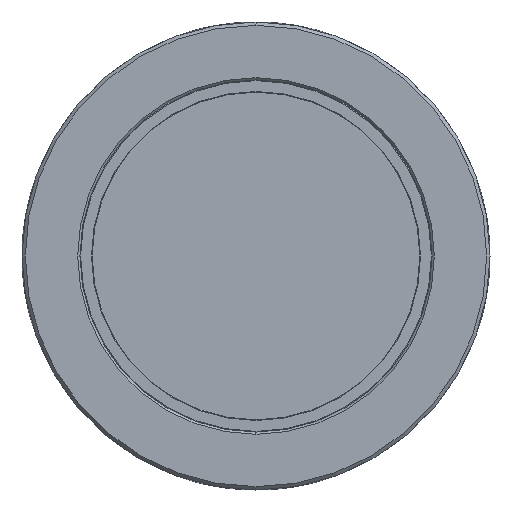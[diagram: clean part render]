
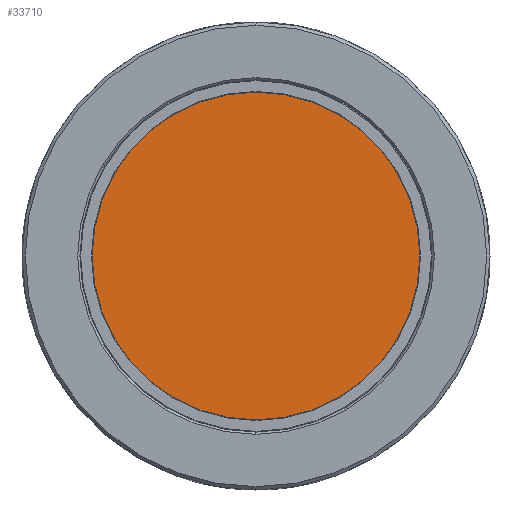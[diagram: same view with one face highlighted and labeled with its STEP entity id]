
A CAD part, left-side view. The second image highlights one B-rep face of the part: STEP entity #33710.
In plain terms, the highlighted planar face has unit normal (-1, 0, 0).
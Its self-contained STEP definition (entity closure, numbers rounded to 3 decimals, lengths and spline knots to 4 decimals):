
#1853 = AXIS2_PLACEMENT_3D ( 'NONE', #1947, #1874, #1873 ) ;
#1854 = FACE_OUTER_BOUND ( 'NONE', #33986, .T. ) ;
#1873 = DIRECTION ( 'NONE',  ( 0., 0., 1. ) ) ;
#1874 = DIRECTION ( 'NONE',  ( -1., 0., 0. ) ) ;
#1944 = PLANE ( 'NONE',  #1853 ) ;
#1947 = CARTESIAN_POINT ( 'NONE',  ( -0.015, 0., 0. ) ) ;
#5478 = CARTESIAN_POINT ( 'NONE',  ( -0.015, 0., 0. ) ) ;
#5690 = DIRECTION ( 'NONE',  ( 0., 0., 1. ) ) ;
#5691 = DIRECTION ( 'NONE',  ( -1., 0., 0. ) ) ;
#5692 = AXIS2_PLACEMENT_3D ( 'NONE', #5478, #5691, #5690 ) ;
#5702 = CIRCLE ( 'NONE', #5692, 0.735 ) ;
#31818 = VERTEX_POINT ( 'NONE', #34494 ) ;
#31819 = EDGE_CURVE ( 'NONE', #31821, #31818, #34295, .T. ) ;
#31821 = VERTEX_POINT ( 'NONE', #34287 ) ;
#33702 = EDGE_CURVE ( 'NONE', #31818, #31821, #5702, .T. ) ;
#33710 = ADVANCED_FACE ( 'NONE', ( #1854 ), #1944, .T. ) ;
#33986 = EDGE_LOOP ( 'NONE', ( #33989, #33990 ) ) ;
#33989 = ORIENTED_EDGE ( 'NONE', *, *, #31819, .T. ) ;
#33990 = ORIENTED_EDGE ( 'NONE', *, *, #33702, .T. ) ;
#34287 = CARTESIAN_POINT ( 'NONE',  ( -0.015, 0., -0.735 ) ) ;
#34288 = DIRECTION ( 'NONE',  ( 0., 0., 1. ) ) ;
#34290 = DIRECTION ( 'NONE',  ( -1., 0., 0. ) ) ;
#34292 = CARTESIAN_POINT ( 'NONE',  ( -0.015, 0., 0. ) ) ;
#34294 = AXIS2_PLACEMENT_3D ( 'NONE', #34292, #34290, #34288 ) ;
#34295 = CIRCLE ( 'NONE', #34294, 0.735 ) ;
#34494 = CARTESIAN_POINT ( 'NONE',  ( -0.015, 0., 0.735 ) ) ;
